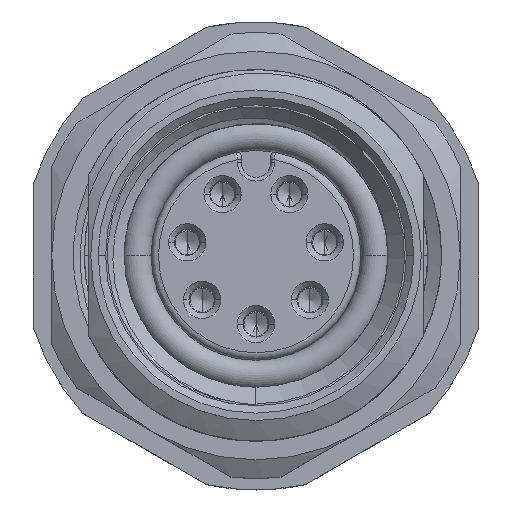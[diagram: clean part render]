
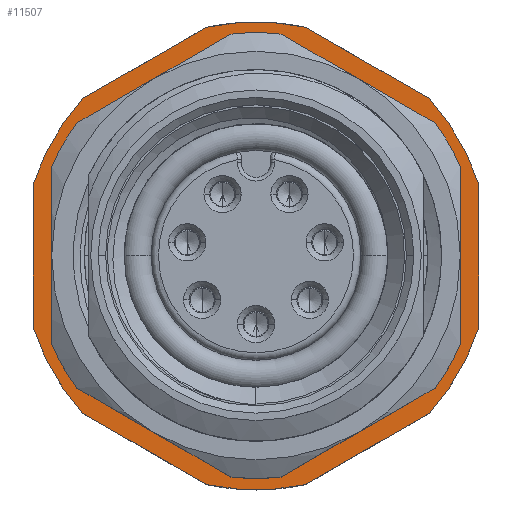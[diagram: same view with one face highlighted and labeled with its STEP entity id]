
A CAD part, top view. The second image highlights one B-rep face of the part: STEP entity #11507.
In plain terms, the highlighted planar face has unit normal (0, 0, 1).
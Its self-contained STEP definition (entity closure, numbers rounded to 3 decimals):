
#6052=CARTESIAN_POINT('',(0.,0.,-3.8));
#6053=DIRECTION('',(0.,0.,-1.));
#6054=DIRECTION('',(-0.212,0.977,0.));
#6055=AXIS2_PLACEMENT_3D('',#6052,#6053,#6054);
#6057=DIRECTION('',(0.866,-0.5,0.));
#6058=VECTOR('',#6057,3.842);
#6059=CARTESIAN_POINT('',(1.336,6.157,-3.8));
#6060=LINE('',#6059,#6058);
#6061=CARTESIAN_POINT('',(0.,0.,-3.8));
#6062=DIRECTION('',(0.,0.,-1.));
#6063=DIRECTION('',(0.74,0.672,0.));
#6064=AXIS2_PLACEMENT_3D('',#6061,#6062,#6063);
#6066=DIRECTION('',(0.,-1.,0.));
#6067=VECTOR('',#6066,3.842);
#6068=CARTESIAN_POINT('',(6.,1.921,-3.8));
#6069=LINE('',#6068,#6067);
#6070=CARTESIAN_POINT('',(0.,0.,-3.8));
#6071=DIRECTION('',(0.,0.,-1.));
#6072=DIRECTION('',(0.952,-0.305,0.));
#6073=AXIS2_PLACEMENT_3D('',#6070,#6071,#6072);
#6075=DIRECTION('',(-0.866,-0.5,0.));
#6076=VECTOR('',#6075,3.842);
#6077=CARTESIAN_POINT('',(4.664,-4.236,-3.8));
#6078=LINE('',#6077,#6076);
#6079=CARTESIAN_POINT('',(0.,0.,-3.8));
#6080=DIRECTION('',(0.,0.,-1.));
#6081=DIRECTION('',(0.212,-0.977,0.));
#6082=AXIS2_PLACEMENT_3D('',#6079,#6080,#6081);
#6084=DIRECTION('',(-0.866,0.5,0.));
#6085=VECTOR('',#6084,3.842);
#6086=CARTESIAN_POINT('',(-1.336,-6.157,-3.8));
#6087=LINE('',#6086,#6085);
#6088=CARTESIAN_POINT('',(0.,0.,-3.8));
#6089=DIRECTION('',(0.,0.,-1.));
#6090=DIRECTION('',(-0.74,-0.672,0.));
#6091=AXIS2_PLACEMENT_3D('',#6088,#6089,#6090);
#6093=DIRECTION('',(0.,1.,0.));
#6094=VECTOR('',#6093,3.842);
#6095=CARTESIAN_POINT('',(-6.,-1.921,-3.8));
#6096=LINE('',#6095,#6094);
#6097=CARTESIAN_POINT('',(0.,0.,-3.8));
#6098=DIRECTION('',(0.,0.,-1.));
#6099=DIRECTION('',(-0.952,0.305,0.));
#6100=AXIS2_PLACEMENT_3D('',#6097,#6098,#6099);
#6102=DIRECTION('',(0.866,0.5,0.));
#6103=VECTOR('',#6102,3.842);
#6104=CARTESIAN_POINT('',(-4.664,4.236,-3.8));
#6105=LINE('',#6104,#6103);
#6106=CARTESIAN_POINT('',(0.,0.,-3.8));
#6107=DIRECTION('',(0.,0.,1.));
#6108=DIRECTION('',(-1.,0.,0.));
#6109=AXIS2_PLACEMENT_3D('',#6106,#6107,#6108);
#6111=CARTESIAN_POINT('',(0.,0.,-3.8));
#6112=DIRECTION('',(0.,0.,1.));
#6113=DIRECTION('',(1.,0.,0.));
#6114=AXIS2_PLACEMENT_3D('',#6111,#6112,#6113);
#10256=CARTESIAN_POINT('',(-1.336,6.157,-3.8));
#10257=CARTESIAN_POINT('',(1.336,6.157,-3.8));
#10258=VERTEX_POINT('',#10256);
#10259=VERTEX_POINT('',#10257);
#10260=CARTESIAN_POINT('',(4.664,4.236,-3.8));
#10261=VERTEX_POINT('',#10260);
#10262=CARTESIAN_POINT('',(6.,1.921,-3.8));
#10263=VERTEX_POINT('',#10262);
#10264=CARTESIAN_POINT('',(6.,-1.921,-3.8));
#10265=VERTEX_POINT('',#10264);
#10266=CARTESIAN_POINT('',(4.664,-4.236,-3.8));
#10267=VERTEX_POINT('',#10266);
#10268=CARTESIAN_POINT('',(1.336,-6.157,-3.8));
#10269=VERTEX_POINT('',#10268);
#10270=CARTESIAN_POINT('',(-1.336,-6.157,-3.8));
#10271=VERTEX_POINT('',#10270);
#10272=CARTESIAN_POINT('',(-4.664,-4.236,-3.8));
#10273=VERTEX_POINT('',#10272);
#10274=CARTESIAN_POINT('',(-6.,-1.921,-3.8));
#10275=VERTEX_POINT('',#10274);
#10276=CARTESIAN_POINT('',(-6.,1.921,-3.8));
#10277=VERTEX_POINT('',#10276);
#10278=CARTESIAN_POINT('',(-4.664,4.236,-3.8));
#10279=VERTEX_POINT('',#10278);
#10296=CARTESIAN_POINT('',(-4.7,0.,-3.8));
#10297=CARTESIAN_POINT('',(4.7,0.,-3.8));
#10298=VERTEX_POINT('',#10296);
#10299=VERTEX_POINT('',#10297);
#11470=CARTESIAN_POINT('',(0.,0.,-3.8));
#11471=DIRECTION('',(0.,0.,-1.));
#11472=DIRECTION('',(-1.,0.,0.));
#11473=AXIS2_PLACEMENT_3D('',#11470,#11471,#11472);
#11474=PLANE('',#11473);
#11476=ORIENTED_EDGE('',*,*,#11475,.T.);
#11478=ORIENTED_EDGE('',*,*,#11477,.T.);
#11480=ORIENTED_EDGE('',*,*,#11479,.T.);
#11482=ORIENTED_EDGE('',*,*,#11481,.T.);
#11484=ORIENTED_EDGE('',*,*,#11483,.T.);
#11486=ORIENTED_EDGE('',*,*,#11485,.T.);
#11488=ORIENTED_EDGE('',*,*,#11487,.T.);
#11490=ORIENTED_EDGE('',*,*,#11489,.T.);
#11492=ORIENTED_EDGE('',*,*,#11491,.T.);
#11494=ORIENTED_EDGE('',*,*,#11493,.T.);
#11496=ORIENTED_EDGE('',*,*,#11495,.T.);
#11498=ORIENTED_EDGE('',*,*,#11497,.T.);
#11499=EDGE_LOOP('',(#11476,#11478,#11480,#11482,#11484,#11486,#11488,#11490,
#11492,#11494,#11496,#11498));
#11500=FACE_OUTER_BOUND('',#11499,.F.);
#11502=ORIENTED_EDGE('',*,*,#11501,.T.);
#11504=ORIENTED_EDGE('',*,*,#11503,.T.);
#11505=EDGE_LOOP('',(#11502,#11504));
#11506=FACE_BOUND('',#11505,.F.);
#6056=CIRCLE('',#6055,6.3);
#6065=CIRCLE('',#6064,6.3);
#6074=CIRCLE('',#6073,6.3);
#6083=CIRCLE('',#6082,6.3);
#6092=CIRCLE('',#6091,6.3);
#6101=CIRCLE('',#6100,6.3);
#6110=CIRCLE('',#6109,4.7);
#6115=CIRCLE('',#6114,4.7);
#11475=EDGE_CURVE('',#10258,#10259,#6056,.T.);
#11477=EDGE_CURVE('',#10259,#10261,#6060,.T.);
#11479=EDGE_CURVE('',#10261,#10263,#6065,.T.);
#11481=EDGE_CURVE('',#10263,#10265,#6069,.T.);
#11483=EDGE_CURVE('',#10265,#10267,#6074,.T.);
#11485=EDGE_CURVE('',#10267,#10269,#6078,.T.);
#11487=EDGE_CURVE('',#10269,#10271,#6083,.T.);
#11489=EDGE_CURVE('',#10271,#10273,#6087,.T.);
#11491=EDGE_CURVE('',#10273,#10275,#6092,.T.);
#11493=EDGE_CURVE('',#10275,#10277,#6096,.T.);
#11495=EDGE_CURVE('',#10277,#10279,#6101,.T.);
#11497=EDGE_CURVE('',#10279,#10258,#6105,.T.);
#11501=EDGE_CURVE('',#10298,#10299,#6110,.T.);
#11503=EDGE_CURVE('',#10299,#10298,#6115,.T.);
#11507=ADVANCED_FACE('',(#11500,#11506),#11474,.F.);
